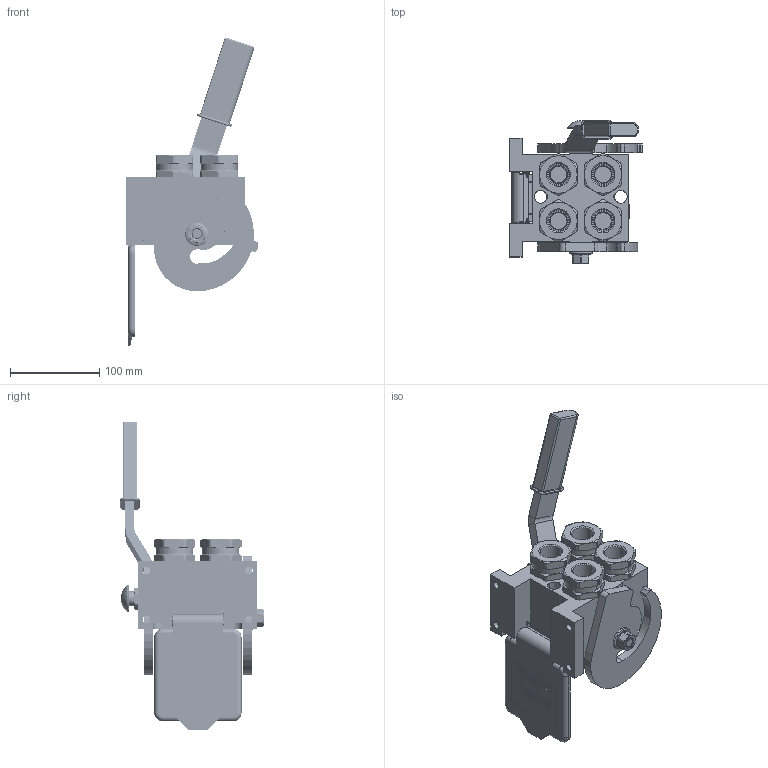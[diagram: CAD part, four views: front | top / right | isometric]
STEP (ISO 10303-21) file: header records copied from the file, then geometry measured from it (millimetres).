
FILE_DESCRIPTION (( 'STEP AP214' ), '1' );
FILE_NAME ('FASTER.step', '2021-11-17T08:02:45', ( '' ), ( '' ), 'SwSTEP 2.0', 'SolidWorks 2017', '' );
FILE_SCHEMA (( 'AUTOMOTIVE_DESIGN' ));
Length unit declared in the file: millimetre
Products named in the file (29): 4830_070_0000_001; 4830_025_0000_001; A_2ffnb34_gas_f; 4830_024_0001_012; 4810_001_0001_014; 4830_020_4000_000; 4850_024_6003_010; 1540_080_0012_000; curs_molla_34; 4850_024_6001_021; 4830_022_0000_011; 4830_025_1000_000; 4850_024_6002_020; or1_5x7_m; 4820_001_0004_000; 0048_042_0412_000; 2ffnb34_gas_f; 4150_072_1000_200; et011; 4830_025_2000_000; 4830_001_0005_301; sicura_p5; P412_F_BASE; 4250_014_1000_000; 4830_001_0005_300; 4850_024_6003_000; 4850_024_6003_000_ASM; FASTER
Assembly tree (31 placements, depth 4):
  FASTER
    P412_F_BASE
      4830_020_4000_000
      4810_001_0001_014
      4820_001_0004_000
      4830_025_1000_000
      4830_022_0000_011
      4830_070_0000_001
      4830_001_0005_301
      4830_001_0005_300
    A_2ffnb34_gas_f  x4
      curs_molla_34
        4150_072_1000_200
        4250_014_1000_000
      2ffnb34_gas_f
        2ffnb34_gas_f
    4850_024_6003_000
      4850_024_6003_000_ASM
        4850_024_6003_010
        4850_024_6001_021
      sicura_p5
        4830_025_0000_001
        or1_5x7_m
        0048_042_0412_000
      1540_080_0012_000
      4830_025_2000_000
      4830_024_0001_012
      4850_024_6002_020
    et011
Bounding box: 148.95 x 161.17 x 346.17 mm (x, y, z)
Volume: 199571.7 mm3; surface area: 351268.7 mm2
Topology: 22 solids, 58 shells, 3703 faces, 9889 edges, 6359 vertices
Faces by surface type: plane 2022, cylinder 788, cone 348, bspline 267, torus 245, sphere 33
Entity records: 120919 total; most frequent: CARTESIAN_POINT 46356, ORIENTED_EDGE 15177, DIRECTION 13890, EDGE_CURVE 7683, VECTOR 5374, LINE 5374, VERTEX_POINT 4935, AXIS2_PLACEMENT_3D 4258
